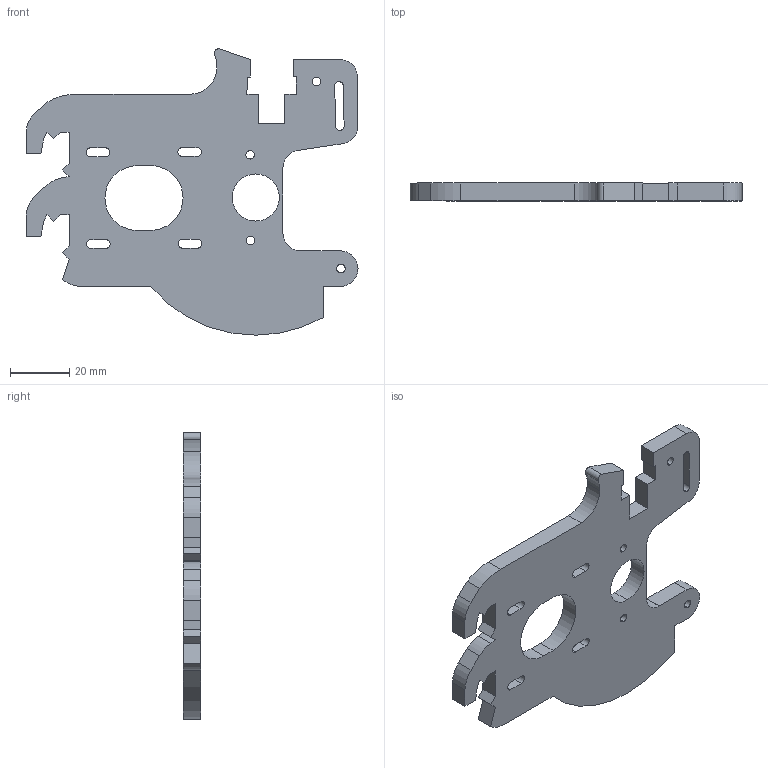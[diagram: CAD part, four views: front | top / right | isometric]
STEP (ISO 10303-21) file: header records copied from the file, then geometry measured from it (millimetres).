
FILE_DESCRIPTION (( 'STEP AP203' ), '1' );
FILE_NAME ('1528 Feeder plate non motor side.STEP', '2014-07-22T11:13:32', ( '' ), ( '' ), 'SwSTEP 2.0', 'SolidWorks 2014', '' );
FILE_SCHEMA (( 'CONFIG_CONTROL_DESIGN' ));
Length unit declared in the file: millimetre
Products named in the file (1): 1528 Feeder plate non motor side
Bounding box: 112.34 x 6 x 96.9 mm (x, y, z)
Volume: 36403.5 mm3; surface area: 16962.7 mm2
Topology: 1 solids, 1 shells, 105 faces, 309 edges, 206 vertices
Faces by surface type: plane 59, cylinder 46
Entity records: 3636 total; most frequent: CARTESIAN_POINT 621, ORIENTED_EDGE 618, DIRECTION 613, EDGE_CURVE 309, VECTOR 217, LINE 217, VERTEX_POINT 206, AXIS2_PLACEMENT_3D 198
